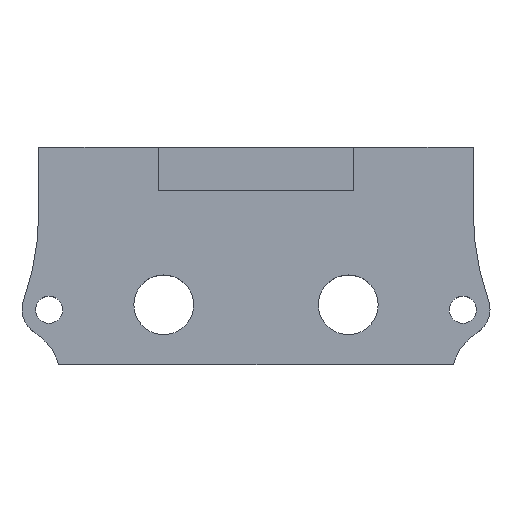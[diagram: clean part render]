
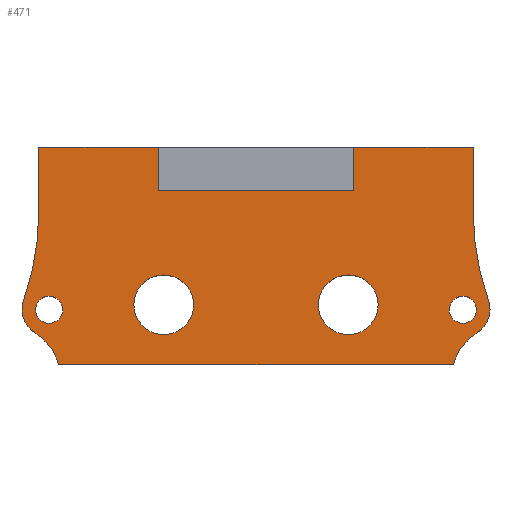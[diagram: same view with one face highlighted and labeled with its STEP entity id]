
A CAD part, top view. The second image highlights one B-rep face of the part: STEP entity #471.
In plain terms, the highlighted planar face has unit normal (0, 0, 1).
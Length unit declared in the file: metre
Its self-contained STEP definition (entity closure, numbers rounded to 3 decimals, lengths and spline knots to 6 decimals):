
#22=CIRCLE('',#511,0.00275);
#23=CIRCLE('',#512,0.00275);
#24=CIRCLE('',#513,0.00125);
#25=CIRCLE('',#514,0.00125);
#26=CIRCLE('',#515,0.025);
#27=CIRCLE('',#516,0.0025);
#28=CIRCLE('',#517,0.005);
#29=CIRCLE('',#518,0.005);
#30=CIRCLE('',#519,0.0025);
#31=CIRCLE('',#520,0.025);
#46=ORIENTED_EDGE('',*,*,#178,.F.);
#47=ORIENTED_EDGE('',*,*,#179,.F.);
#48=ORIENTED_EDGE('',*,*,#180,.F.);
#49=ORIENTED_EDGE('',*,*,#181,.F.);
#50=ORIENTED_EDGE('',*,*,#177,.F.);
#51=ORIENTED_EDGE('',*,*,#182,.T.);
#52=ORIENTED_EDGE('',*,*,#183,.T.);
#53=ORIENTED_EDGE('',*,*,#184,.F.);
#54=ORIENTED_EDGE('',*,*,#185,.F.);
#55=ORIENTED_EDGE('',*,*,#186,.F.);
#56=ORIENTED_EDGE('',*,*,#187,.F.);
#57=ORIENTED_EDGE('',*,*,#188,.F.);
#58=ORIENTED_EDGE('',*,*,#189,.T.);
#59=ORIENTED_EDGE('',*,*,#190,.T.);
#60=ORIENTED_EDGE('',*,*,#191,.T.);
#61=ORIENTED_EDGE('',*,*,#192,.T.);
#62=ORIENTED_EDGE('',*,*,#193,.T.);
#63=ORIENTED_EDGE('',*,*,#194,.T.);
#64=ORIENTED_EDGE('',*,*,#195,.T.);
#65=ORIENTED_EDGE('',*,*,#196,.T.);
#177=EDGE_CURVE('',#243,#240,#289,.T.);
#178=EDGE_CURVE('',#244,#244,#22,.T.);
#179=EDGE_CURVE('',#245,#245,#23,.T.);
#180=EDGE_CURVE('',#246,#246,#24,.T.);
#181=EDGE_CURVE('',#247,#247,#25,.T.);
#182=EDGE_CURVE('',#243,#248,#290,.T.);
#183=EDGE_CURVE('',#248,#249,#291,.T.);
#184=EDGE_CURVE('',#250,#249,#292,.T.);
#185=EDGE_CURVE('',#251,#250,#293,.T.);
#186=EDGE_CURVE('',#252,#251,#294,.F.);
#187=EDGE_CURVE('',#253,#252,#295,.T.);
#188=EDGE_CURVE('',#254,#253,#296,.T.);
#189=EDGE_CURVE('',#254,#255,#26,.F.);
#190=EDGE_CURVE('',#255,#256,#27,.T.);
#191=EDGE_CURVE('',#256,#257,#28,.F.);
#192=EDGE_CURVE('',#257,#258,#297,.T.);
#193=EDGE_CURVE('',#258,#259,#29,.F.);
#194=EDGE_CURVE('',#259,#260,#30,.T.);
#195=EDGE_CURVE('',#260,#261,#31,.F.);
#196=EDGE_CURVE('',#261,#240,#298,.T.);
#240=VERTEX_POINT('',#698);
#243=VERTEX_POINT('',#703);
#244=VERTEX_POINT('',#707);
#245=VERTEX_POINT('',#709);
#246=VERTEX_POINT('',#711);
#247=VERTEX_POINT('',#713);
#248=VERTEX_POINT('',#715);
#249=VERTEX_POINT('',#717);
#250=VERTEX_POINT('',#719);
#251=VERTEX_POINT('',#721);
#252=VERTEX_POINT('',#723);
#253=VERTEX_POINT('',#725);
#254=VERTEX_POINT('',#727);
#255=VERTEX_POINT('',#729);
#256=VERTEX_POINT('',#731);
#257=VERTEX_POINT('',#733);
#258=VERTEX_POINT('',#735);
#259=VERTEX_POINT('',#737);
#260=VERTEX_POINT('',#739);
#261=VERTEX_POINT('',#741);
#289=LINE('',#704,#335);
#290=LINE('',#714,#336);
#291=LINE('',#716,#337);
#292=LINE('',#718,#338);
#293=LINE('',#720,#339);
#294=LINE('',#722,#340);
#295=LINE('',#724,#341);
#296=LINE('',#726,#342);
#297=LINE('',#734,#343);
#298=LINE('',#742,#344);
#335=VECTOR('',#562,1.);
#336=VECTOR('',#573,1.);
#337=VECTOR('',#574,1.);
#338=VECTOR('',#575,1.);
#339=VECTOR('',#576,1.);
#340=VECTOR('',#577,1.);
#341=VECTOR('',#578,1.);
#342=VECTOR('',#579,1.);
#343=VECTOR('',#586,1.);
#344=VECTOR('',#593,1.);
#379=EDGE_LOOP('',(#46));
#380=EDGE_LOOP('',(#47));
#381=EDGE_LOOP('',(#48));
#382=EDGE_LOOP('',(#49));
#383=EDGE_LOOP('',(#50,#51,#52,#53,#54,#55,#56,#57,#58,#59,#60,#61,#62,
#63,#64,#65));
#417=FACE_BOUND('',#379,.T.);
#418=FACE_BOUND('',#380,.T.);
#419=FACE_BOUND('',#381,.T.);
#420=FACE_BOUND('',#382,.T.);
#421=FACE_BOUND('',#383,.T.);
#455=PLANE('',#510);
#471=ADVANCED_FACE('',(#417,#418,#419,#420,#421),#455,.T.);
#510=AXIS2_PLACEMENT_3D('',#705,#563,#564);
#511=AXIS2_PLACEMENT_3D('',#706,#565,#566);
#512=AXIS2_PLACEMENT_3D('',#708,#567,#568);
#513=AXIS2_PLACEMENT_3D('',#710,#569,#570);
#514=AXIS2_PLACEMENT_3D('',#712,#571,#572);
#515=AXIS2_PLACEMENT_3D('',#728,#580,#581);
#516=AXIS2_PLACEMENT_3D('',#730,#582,#583);
#517=AXIS2_PLACEMENT_3D('',#732,#584,#585);
#518=AXIS2_PLACEMENT_3D('',#736,#587,#588);
#519=AXIS2_PLACEMENT_3D('',#738,#589,#590);
#520=AXIS2_PLACEMENT_3D('',#740,#591,#592);
#562=DIRECTION('',(1.,0.,0.));
#563=DIRECTION('',(0.,0.,1.));
#564=DIRECTION('',(1.,0.,0.));
#565=DIRECTION('',(0.,0.,1.));
#566=DIRECTION('',(1.,0.,0.));
#567=DIRECTION('',(0.,0.,1.));
#568=DIRECTION('',(1.,0.,0.));
#569=DIRECTION('',(0.,0.,1.));
#570=DIRECTION('',(1.,0.,0.));
#571=DIRECTION('',(0.,0.,1.));
#572=DIRECTION('',(1.,0.,0.));
#573=DIRECTION('',(0.,-1.,0.));
#574=DIRECTION('',(0.,-1.,0.));
#575=DIRECTION('',(1.,0.,0.));
#576=DIRECTION('',(0.,-1.,0.));
#577=DIRECTION('',(0.,1.,0.));
#578=DIRECTION('',(1.,0.,0.));
#579=DIRECTION('',(0.,1.,0.));
#580=DIRECTION('',(0.,0.,1.));
#581=DIRECTION('',(1.,0.,0.));
#582=DIRECTION('',(0.,0.,1.));
#583=DIRECTION('',(1.,0.,0.));
#584=DIRECTION('',(0.,0.,1.));
#585=DIRECTION('',(1.,0.,0.));
#586=DIRECTION('',(1.,0.,0.));
#587=DIRECTION('',(0.,0.,1.));
#588=DIRECTION('',(1.,0.,0.));
#589=DIRECTION('',(0.,0.,1.));
#590=DIRECTION('',(1.,0.,0.));
#591=DIRECTION('',(0.,0.,1.));
#592=DIRECTION('',(1.,0.,0.));
#593=DIRECTION('',(0.,1.,0.));
#698=CARTESIAN_POINT('',(0.020134,-0.007597,0.0015));
#703=CARTESIAN_POINT('',(0.009134,-0.007597,0.0015));
#704=CARTESIAN_POINT('',(0.000134,-0.007597,0.0015));
#705=CARTESIAN_POINT('',(0.000134,-0.017597,0.0015));
#706=CARTESIAN_POINT('',(0.008634,-0.022097,0.0015));
#707=CARTESIAN_POINT('',(0.011384,-0.022097,0.0015));
#708=CARTESIAN_POINT('',(-0.008366,-0.022097,0.0015));
#709=CARTESIAN_POINT('',(-0.005616,-0.022097,0.0015));
#710=CARTESIAN_POINT('',(0.019184,-0.022547,0.0015));
#711=CARTESIAN_POINT('',(0.020434,-0.022547,0.0015));
#712=CARTESIAN_POINT('',(-0.018916,-0.022547,0.0015));
#713=CARTESIAN_POINT('',(-0.017666,-0.022547,0.0015));
#714=CARTESIAN_POINT('',(0.009134,-0.008847,0.0015));
#715=CARTESIAN_POINT('',(0.009134,-0.008597,0.0015));
#716=CARTESIAN_POINT('',(0.009134,-0.009597,0.0015));
#717=CARTESIAN_POINT('',(0.009134,-0.011597,0.0015));
#718=CARTESIAN_POINT('',(0.000134,-0.011597,0.0015));
#719=CARTESIAN_POINT('',(-0.008866,-0.011597,0.0015));
#720=CARTESIAN_POINT('',(-0.008866,-0.009597,0.0015));
#721=CARTESIAN_POINT('',(-0.008866,-0.008597,0.0015));
#722=CARTESIAN_POINT('',(-0.008866,-0.008847,0.0015));
#723=CARTESIAN_POINT('',(-0.008866,-0.007597,0.0015));
#724=CARTESIAN_POINT('',(0.000134,-0.007597,0.0015));
#725=CARTESIAN_POINT('',(-0.019866,-0.007597,0.0015));
#726=CARTESIAN_POINT('',(-0.019866,-0.013915,0.0015));
#727=CARTESIAN_POINT('',(-0.019866,-0.013444,0.0015));
#728=CARTESIAN_POINT('',(-0.044866,-0.013444,0.0015));
#729=CARTESIAN_POINT('',(-0.021275,-0.021719,0.0015));
#730=CARTESIAN_POINT('',(-0.018916,-0.022547,0.0015));
#731=CARTESIAN_POINT('',(-0.020232,-0.024672,0.0015));
#732=CARTESIAN_POINT('',(-0.022866,-0.028922,0.0015));
#733=CARTESIAN_POINT('',(-0.018044,-0.027597,0.0015));
#734=CARTESIAN_POINT('',(0.000134,-0.027597,0.0015));
#735=CARTESIAN_POINT('',(0.018313,-0.027597,0.0015));
#736=CARTESIAN_POINT('',(0.023134,-0.028922,0.0015));
#737=CARTESIAN_POINT('',(0.020501,-0.024672,0.0015));
#738=CARTESIAN_POINT('',(0.019184,-0.022547,0.0015));
#739=CARTESIAN_POINT('',(0.021544,-0.021719,0.0015));
#740=CARTESIAN_POINT('',(0.045134,-0.013444,0.0015));
#741=CARTESIAN_POINT('',(0.020134,-0.013444,0.0015));
#742=CARTESIAN_POINT('',(0.020134,-0.013915,0.0015));
